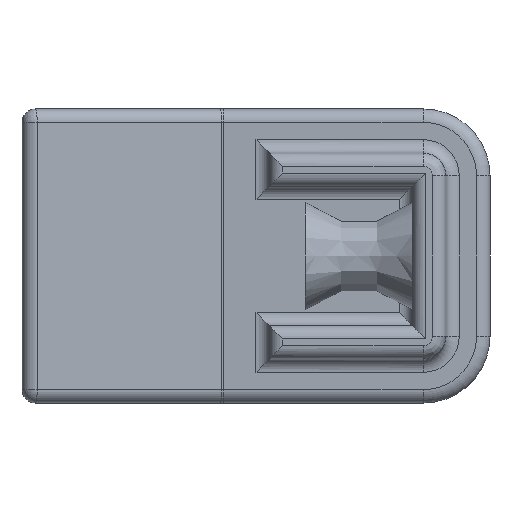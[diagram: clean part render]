
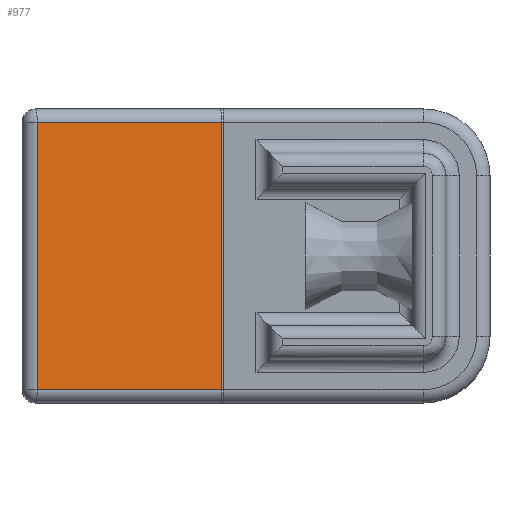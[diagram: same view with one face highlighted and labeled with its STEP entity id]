
A CAD part, left-side view. The second image highlights one B-rep face of the part: STEP entity #977.
In plain terms, the highlighted planar face has unit normal (-0.991, -0.132, 0).
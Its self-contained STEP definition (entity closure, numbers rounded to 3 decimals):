
#87=LINE('',#1757,#159);
#92=LINE('',#1764,#164);
#102=LINE('',#1797,#174);
#106=LINE('',#1817,#178);
#159=VECTOR('',#1342,10.);
#164=VECTOR('',#1351,10.);
#174=VECTOR('',#1391,10.);
#178=VECTOR('',#1419,10.);
#280=FACE_OUTER_BOUND('',#346,.T.);
#346=EDGE_LOOP('',(#866,#867,#868,#869));
#456=VERTEX_POINT('',#1710);
#462=VERTEX_POINT('',#1725);
#466=VERTEX_POINT('',#1734);
#471=VERTEX_POINT('',#1750);
#583=EDGE_CURVE('',#471,#466,#87,.T.);
#588=EDGE_CURVE('',#462,#471,#92,.T.);
#606=EDGE_CURVE('',#466,#456,#102,.T.);
#616=EDGE_CURVE('',#456,#462,#106,.T.);
#866=ORIENTED_EDGE('',*,*,#583,.F.);
#867=ORIENTED_EDGE('',*,*,#588,.F.);
#868=ORIENTED_EDGE('',*,*,#616,.F.);
#869=ORIENTED_EDGE('',*,*,#606,.F.);
#912=PLANE('',#1118);
#977=ADVANCED_FACE('',(#280),#912,.T.);
#1118=AXIS2_PLACEMENT_3D('',#1827,#1434,#1435);
#1342=DIRECTION('',(0.,0.,1.));
#1351=DIRECTION('',(-0.132,0.991,0.));
#1391=DIRECTION('',(0.132,-0.991,0.));
#1419=DIRECTION('',(0.,0.,-1.));
#1434=DIRECTION('center_axis',(-0.991,-0.132,0.));
#1435=DIRECTION('ref_axis',(-0.132,0.991,0.));
#1710=CARTESIAN_POINT('',(141.991,20.066,21.));
#1725=CARTESIAN_POINT('',(141.991,20.066,1.));
#1734=CARTESIAN_POINT('',(140.151,33.868,21.));
#1750=CARTESIAN_POINT('',(140.151,33.868,1.));
#1757=CARTESIAN_POINT('',(140.151,33.868,11.));
#1764=CARTESIAN_POINT('',(142.983,12.631,1.));
#1797=CARTESIAN_POINT('',(141.017,27.369,21.));
#1817=CARTESIAN_POINT('',(141.991,20.066,16.5));
#1827=CARTESIAN_POINT('Origin',(142.,20.,22.));
